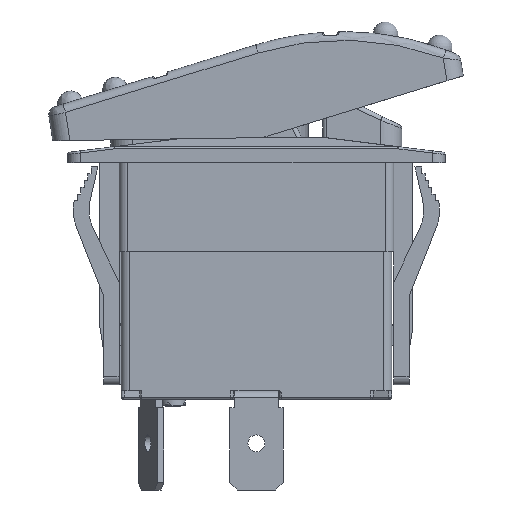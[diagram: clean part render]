
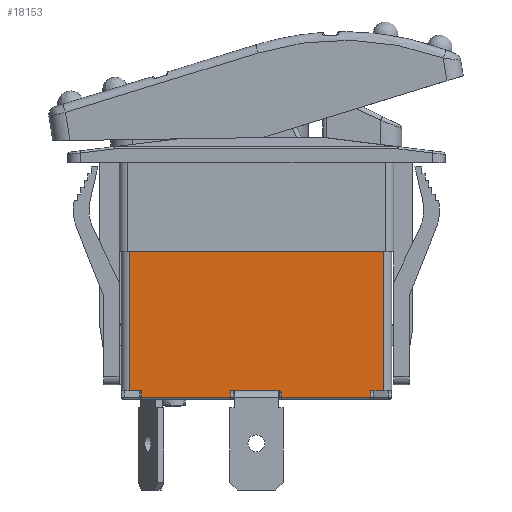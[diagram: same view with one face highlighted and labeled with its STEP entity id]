
A CAD part, front view. The second image highlights one B-rep face of the part: STEP entity #18153.
In plain terms, the highlighted planar face has unit normal (0, -1, 0).
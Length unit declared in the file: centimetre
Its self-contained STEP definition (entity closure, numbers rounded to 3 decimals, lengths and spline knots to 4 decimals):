
#1279=LINE('',#29791,#2926);
#1411=LINE('',#30411,#3058);
#1438=LINE('',#30486,#3085);
#2055=LINE('',#32716,#3702);
#2067=LINE('',#32762,#3714);
#2069=LINE('',#32770,#3716);
#2118=LINE('',#32999,#3765);
#2119=LINE('',#33003,#3766);
#2120=LINE('',#33005,#3767);
#2121=LINE('',#33006,#3768);
#2122=LINE('',#33007,#3769);
#2123=LINE('',#33008,#3770);
#2926=VECTOR('',#21923,1.);
#3058=VECTOR('',#22337,1.);
#3085=VECTOR('',#22388,1.);
#3702=VECTOR('',#23995,1.);
#3714=VECTOR('',#24051,1.);
#3716=VECTOR('',#24061,1.);
#3765=VECTOR('',#24126,1.);
#3766=VECTOR('',#24131,1.);
#3767=VECTOR('',#24132,1.);
#3768=VECTOR('',#24133,1.);
#3769=VECTOR('',#24134,1.);
#3770=VECTOR('',#24135,1.);
#4461=PLANE('',#19768);
#5313=FACE_OUTER_BOUND('',#6379,.T.);
#6379=EDGE_LOOP('',(#16138,#16139,#16140,#16141,#16142,#16143,#16144,#16145,
#16146,#16147,#16148,#16149,#16150));
#7346=B_SPLINE_CURVE_WITH_KNOTS('',3,(#32704,#32705,#32706,#32707,#32708,
#32709),.UNSPECIFIED.,.F.,.F.,(4,2,4),(0.,0.0294,0.0485),
 .UNSPECIFIED.);
#8138=VERTEX_POINT('',#29788);
#8139=VERTEX_POINT('',#29790);
#8301=VERTEX_POINT('',#30408);
#8302=VERTEX_POINT('',#30410);
#8337=VERTEX_POINT('',#30483);
#8338=VERTEX_POINT('',#30485);
#8836=VERTEX_POINT('',#32703);
#8838=VERTEX_POINT('',#32714);
#8850=VERTEX_POINT('',#32759);
#8852=VERTEX_POINT('',#32768);
#8928=VERTEX_POINT('',#32998);
#8929=VERTEX_POINT('',#33002);
#8930=VERTEX_POINT('',#33004);
#10199=EDGE_CURVE('',#8138,#8139,#1279,.T.);
#10430=EDGE_CURVE('',#8301,#8302,#1411,.T.);
#10467=EDGE_CURVE('',#8338,#8337,#1438,.T.);
#11285=EDGE_CURVE('',#8836,#8138,#7346,.T.);
#11289=EDGE_CURVE('',#8838,#8836,#2055,.T.);
#11313=EDGE_CURVE('',#8139,#8850,#2067,.T.);
#11317=EDGE_CURVE('',#8852,#8838,#2069,.T.);
#11397=EDGE_CURVE('',#8850,#8928,#2118,.T.);
#11399=EDGE_CURVE('',#8929,#8852,#2119,.T.);
#11400=EDGE_CURVE('',#8930,#8929,#2120,.T.);
#11401=EDGE_CURVE('',#8338,#8930,#2121,.T.);
#11402=EDGE_CURVE('',#8302,#8337,#2122,.T.);
#11403=EDGE_CURVE('',#8928,#8301,#2123,.T.);
#16138=ORIENTED_EDGE('',*,*,#11285,.F.);
#16139=ORIENTED_EDGE('',*,*,#11289,.F.);
#16140=ORIENTED_EDGE('',*,*,#11317,.F.);
#16141=ORIENTED_EDGE('',*,*,#11399,.F.);
#16142=ORIENTED_EDGE('',*,*,#11400,.F.);
#16143=ORIENTED_EDGE('',*,*,#11401,.F.);
#16144=ORIENTED_EDGE('',*,*,#10467,.T.);
#16145=ORIENTED_EDGE('',*,*,#11402,.F.);
#16146=ORIENTED_EDGE('',*,*,#10430,.F.);
#16147=ORIENTED_EDGE('',*,*,#11403,.F.);
#16148=ORIENTED_EDGE('',*,*,#11397,.F.);
#16149=ORIENTED_EDGE('',*,*,#11313,.F.);
#16150=ORIENTED_EDGE('',*,*,#10199,.F.);
#18153=ADVANCED_FACE('',(#5313),#4461,.T.);
#19768=AXIS2_PLACEMENT_3D('',#33001,#24129,#24130);
#21923=DIRECTION('',(-1.,0.,0.));
#22337=DIRECTION('',(-1.,0.,0.));
#22388=DIRECTION('',(-1.,0.,0.));
#23995=DIRECTION('',(0.,0.,1.));
#24051=DIRECTION('',(0.,0.,-1.));
#24061=DIRECTION('',(-1.,0.,0.));
#24126=DIRECTION('',(-1.,0.,0.));
#24129=DIRECTION('center_axis',(0.,-1.,0.));
#24130=DIRECTION('ref_axis',(0.,0.,-1.));
#24131=DIRECTION('',(0.,0.,-1.));
#24132=DIRECTION('',(-1.,0.,0.));
#24133=DIRECTION('',(0.,0.,-1.));
#24134=DIRECTION('',(0.,0.,1.));
#24135=DIRECTION('',(0.,0.,1.));
#29788=CARTESIAN_POINT('',(0.2567,-1.035,0.1));
#29790=CARTESIAN_POINT('',(-0.3,-1.035,0.1));
#29791=CARTESIAN_POINT('',(0.7975,-1.035,0.1));
#30408=CARTESIAN_POINT('',(-1.35,-1.035,0.1));
#30410=CARTESIAN_POINT('',(-1.495,-1.035,0.1));
#30411=CARTESIAN_POINT('',(0.2177,-1.035,0.1));
#30483=CARTESIAN_POINT('',(-1.495,-1.035,1.74));
#30485=CARTESIAN_POINT('',(1.495,-1.035,1.74));
#30486=CARTESIAN_POINT('',(0.7975,-1.035,1.74));
#32703=CARTESIAN_POINT('',(0.3,-1.035,0.075));
#32704=CARTESIAN_POINT('Ctrl Pts',(0.3,-1.035,0.075));
#32705=CARTESIAN_POINT('Ctrl Pts',(0.2931,-1.035,0.0819));
#32706=CARTESIAN_POINT('Ctrl Pts',(0.2846,-1.035,0.0901));
#32707=CARTESIAN_POINT('Ctrl Pts',(0.2704,-1.035,0.0978));
#32708=CARTESIAN_POINT('Ctrl Pts',(0.2631,-1.035,0.1));
#32709=CARTESIAN_POINT('Ctrl Pts',(0.2567,-1.035,0.1));
#32714=CARTESIAN_POINT('',(0.3,-1.035,0.025));
#32716=CARTESIAN_POINT('',(0.3,-1.035,0.));
#32759=CARTESIAN_POINT('',(-0.3,-1.035,0.025));
#32762=CARTESIAN_POINT('',(-0.3,-1.035,0.));
#32768=CARTESIAN_POINT('',(1.35,-1.035,0.025));
#32770=CARTESIAN_POINT('',(0.7975,-1.035,0.025));
#32998=CARTESIAN_POINT('',(-1.35,-1.035,0.025));
#32999=CARTESIAN_POINT('',(0.7975,-1.035,0.025));
#33001=CARTESIAN_POINT('Origin',(1.595,-1.035,0.));
#33002=CARTESIAN_POINT('',(1.35,-1.035,0.1));
#33003=CARTESIAN_POINT('',(1.35,-1.035,0.));
#33004=CARTESIAN_POINT('',(1.495,-1.035,0.1));
#33005=CARTESIAN_POINT('',(1.3773,-1.035,0.1));
#33006=CARTESIAN_POINT('',(1.495,-1.035,0.));
#33007=CARTESIAN_POINT('',(-1.495,-1.035,0.));
#33008=CARTESIAN_POINT('',(-1.35,-1.035,0.));
